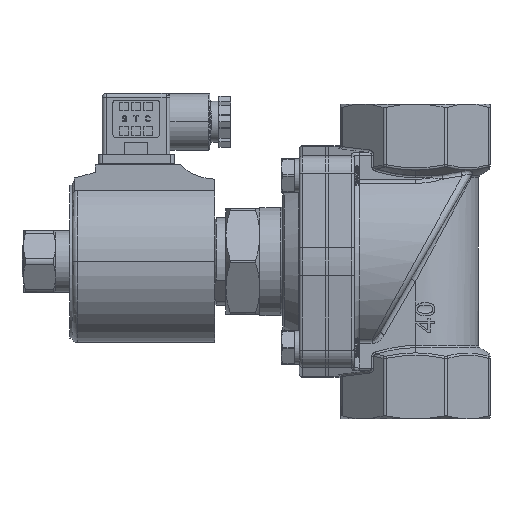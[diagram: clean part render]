
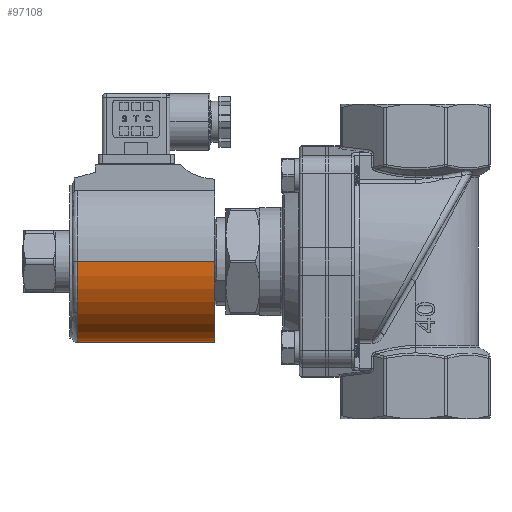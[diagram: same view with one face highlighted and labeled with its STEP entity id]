
A CAD part, left-side view. The second image highlights one B-rep face of the part: STEP entity #97108.
In plain terms, the highlighted cylindrical face has radius 31.5 mm (diameter 63 mm), a partial arc.
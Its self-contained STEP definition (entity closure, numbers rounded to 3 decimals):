
#1394 = CARTESIAN_POINT ( 'NONE',  ( -31.5, 107., 0. ) ) ;
#7928 = CIRCLE ( 'NONE', #121043, 31.5 ) ;
#8550 = DIRECTION ( 'NONE',  ( 0., 1., 0. ) ) ;
#9087 = ORIENTED_EDGE ( 'NONE', *, *, #107526, .T. ) ;
#9849 = FACE_OUTER_BOUND ( 'NONE', #87362, .T. ) ;
#25352 = DIRECTION ( 'NONE',  ( 0., -1., 0. ) ) ;
#25529 = CYLINDRICAL_SURFACE ( 'NONE', #62995, 31.5 ) ;
#28533 = EDGE_CURVE ( 'NONE', #79767, #34665, #7928, .T. ) ;
#31855 = DIRECTION ( 'NONE',  ( -1., 0., 0. ) ) ;
#34665 = VERTEX_POINT ( 'NONE', #1394 ) ;
#40701 = CARTESIAN_POINT ( 'NONE',  ( -31.5, 107., 0. ) ) ;
#45651 = CARTESIAN_POINT ( 'NONE',  ( 0., 107., 0. ) ) ;
#46191 = ORIENTED_EDGE ( 'NONE', *, *, #28533, .T. ) ;
#46264 = CARTESIAN_POINT ( 'NONE',  ( 31.5, 107., 0. ) ) ;
#50635 = CARTESIAN_POINT ( 'NONE',  ( -31.5, 160.5, 0. ) ) ;
#53707 = CARTESIAN_POINT ( 'NONE',  ( 0., 107., 0. ) ) ;
#56798 = DIRECTION ( 'NONE',  ( -1., 0., 0. ) ) ;
#62995 = AXIS2_PLACEMENT_3D ( 'NONE', #53707, #131489, #31855 ) ;
#79767 = VERTEX_POINT ( 'NONE', #46264 ) ;
#82180 = VERTEX_POINT ( 'NONE', #50635 ) ;
#85543 = LINE ( 'NONE', #141739, #141199 ) ;
#86226 = EDGE_CURVE ( 'NONE', #79767, #127041, #85543, .T. ) ;
#87362 = EDGE_LOOP ( 'NONE', ( #118776, #46191, #136111, #9087 ) ) ;
#91880 = CARTESIAN_POINT ( 'NONE',  ( 0., 160.5, 0. ) ) ;
#97108 = ADVANCED_FACE ( 'NONE', ( #9849 ), #25529, .T. ) ;
#97579 = CARTESIAN_POINT ( 'NONE',  ( 31.5, 160.5, 0. ) ) ;
#103070 = DIRECTION ( 'NONE',  ( -1., 0., 0. ) ) ;
#107315 = DIRECTION ( 'NONE',  ( 0., 1., 0. ) ) ;
#107526 = EDGE_CURVE ( 'NONE', #82180, #127041, #115690, .T. ) ;
#111198 = LINE ( 'NONE', #40701, #140735 ) ;
#115690 = CIRCLE ( 'NONE', #120198, 31.5 ) ;
#118776 = ORIENTED_EDGE ( 'NONE', *, *, #86226, .F. ) ;
#120198 = AXIS2_PLACEMENT_3D ( 'NONE', #91880, #25352, #103070 ) ;
#121043 = AXIS2_PLACEMENT_3D ( 'NONE', #45651, #123379, #56798 ) ;
#123379 = DIRECTION ( 'NONE',  ( 0., 1., 0. ) ) ;
#127041 = VERTEX_POINT ( 'NONE', #97579 ) ;
#131489 = DIRECTION ( 'NONE',  ( 0., 1., 0. ) ) ;
#136111 = ORIENTED_EDGE ( 'NONE', *, *, #136906, .T. ) ;
#136906 = EDGE_CURVE ( 'NONE', #34665, #82180, #111198, .T. ) ;
#140735 = VECTOR ( 'NONE', #107315, 1000. ) ;
#141199 = VECTOR ( 'NONE', #8550, 1000. ) ;
#141739 = CARTESIAN_POINT ( 'NONE',  ( 31.5, 107., 0. ) ) ;
